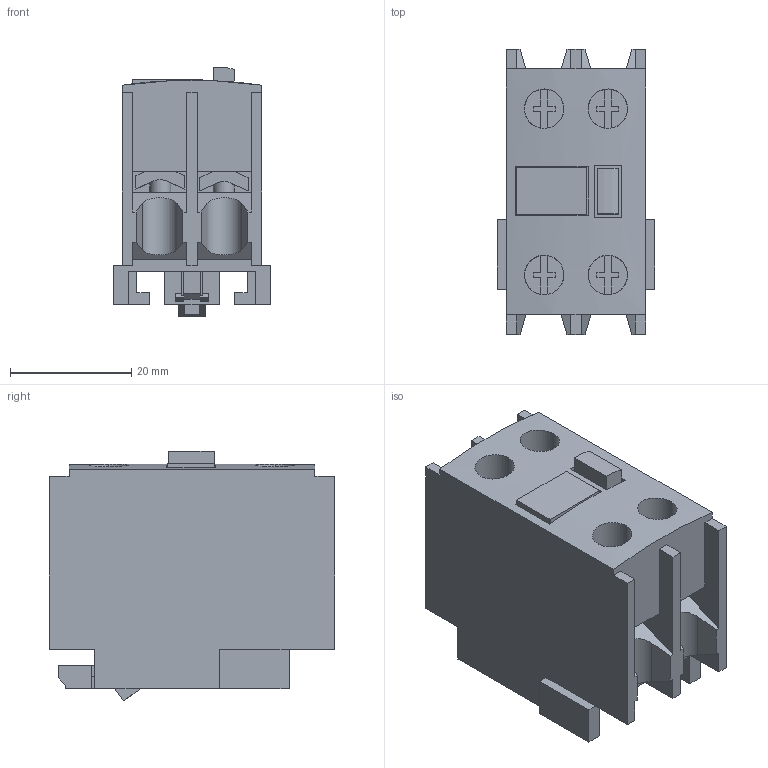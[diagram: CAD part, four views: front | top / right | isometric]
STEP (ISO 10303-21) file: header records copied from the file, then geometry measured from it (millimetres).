
FILE_DESCRIPTION((''),'2;1');
FILE_NAME('LADN11_3D-SIMPLIFIED_SW0001','2011-04-12T',('CDecastro'),(''),'PRO/ENGINEER BY PARAMETRIC TECHNOLOGY CORPORATION, 2006170','PRO/ENGINEER BY PARAMETRIC TECHNOLOGY CORPORATION, 2006170','');
FILE_SCHEMA(('CONFIG_CONTROL_DESIGN'));
Length unit declared in the file: millimetre
Products named in the file (1): LADN11_3D-SIMPLIFIED_SW0001
Bounding box: 26 x 47 x 41.19 mm (x, y, z)
Volume: 26854.6 mm3; surface area: 12458.4 mm2
Topology: 1 solids, 1 shells, 331 faces, 949 edges, 630 vertices
Faces by surface type: plane 289, cylinder 42
Entity records: 11605 total; most frequent: CARTESIAN_POINT 2910, ORIENTED_EDGE 1898, DIRECTION 1627, EDGE_CURVE 949, VECTOR 837, LINE 837, VERTEX_POINT 630, AXIS2_PLACEMENT_3D 395
